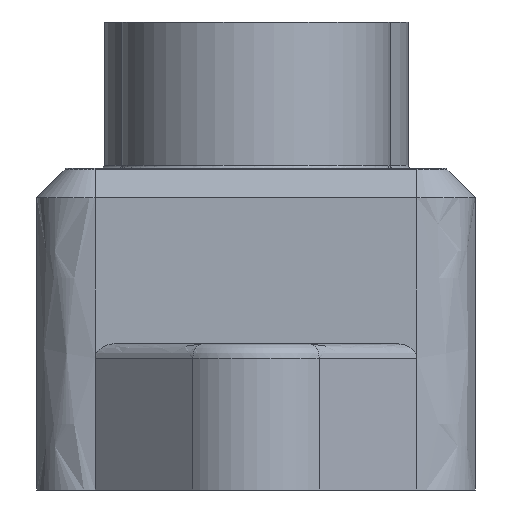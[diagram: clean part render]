
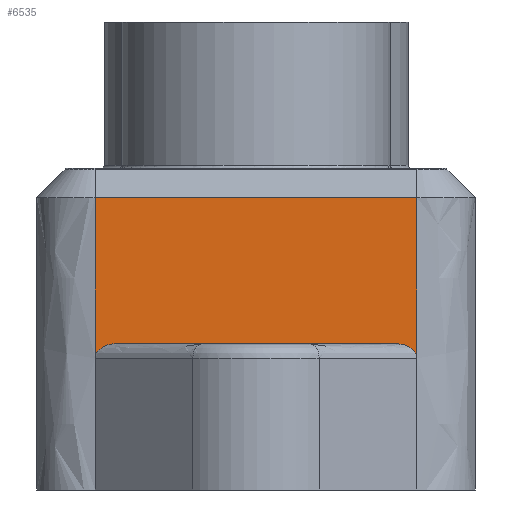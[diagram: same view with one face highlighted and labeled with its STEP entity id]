
A CAD part, left-side view. The second image highlights one B-rep face of the part: STEP entity #6535.
In plain terms, the highlighted free-form (B-spline) face has degree [1, 1] with [2, 2] control points.
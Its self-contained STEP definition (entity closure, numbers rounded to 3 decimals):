
#6535 = ADVANCED_FACE('',(#6536),#6582,.F.);
#6536 = FACE_BOUND('',#6537,.T.);
#6537 = EDGE_LOOP('',(#6538,#6547,#6554,#6561,#6569,#6576));
#6538 = ORIENTED_EDGE('',*,*,#6539,.F.);
#6539 = EDGE_CURVE('',#6540,#6542,#6544,.T.);
#6540 = VERTEX_POINT('',#6541);
#6541 = CARTESIAN_POINT('',(-16.182,-5.394,
    9.807));
#6542 = VERTEX_POINT('',#6543);
#6543 = CARTESIAN_POINT('',(-16.182,-5.394,
    4.413));
#6544 = B_SPLINE_CURVE_WITH_KNOTS('',1,(#6545,#6546),.UNSPECIFIED.,.F.,
  .F.,(2,2),(0.,5.5),.PIECEWISE_BEZIER_KNOTS.);
#6545 = CARTESIAN_POINT('',(-16.182,-5.394,
    9.807));
#6546 = CARTESIAN_POINT('',(-16.182,-5.394,
    4.413));
#6547 = ORIENTED_EDGE('',*,*,#6548,.T.);
#6548 = EDGE_CURVE('',#6540,#6549,#6551,.T.);
#6549 = VERTEX_POINT('',#6550);
#6550 = CARTESIAN_POINT('',(-16.182,5.394,
    9.807));
#6551 = B_SPLINE_CURVE_WITH_KNOTS('',1,(#6552,#6553),.UNSPECIFIED.,.F.,
  .F.,(2,2),(0.,11.),.PIECEWISE_BEZIER_KNOTS.);
#6552 = CARTESIAN_POINT('',(-16.182,-5.394,
    9.807));
#6553 = CARTESIAN_POINT('',(-16.182,5.394,
    9.807));
#6554 = ORIENTED_EDGE('',*,*,#6555,.T.);
#6555 = EDGE_CURVE('',#6549,#6556,#6558,.T.);
#6556 = VERTEX_POINT('',#6557);
#6557 = CARTESIAN_POINT('',(-16.182,5.394,4.413
    ));
#6558 = B_SPLINE_CURVE_WITH_KNOTS('',1,(#6559,#6560),.UNSPECIFIED.,.F.,
  .F.,(2,2),(0.,5.5),.PIECEWISE_BEZIER_KNOTS.);
#6559 = CARTESIAN_POINT('',(-16.182,5.394,
    9.807));
#6560 = CARTESIAN_POINT('',(-16.182,5.394,4.413
    ));
#6561 = ORIENTED_EDGE('',*,*,#6562,.T.);
#6562 = EDGE_CURVE('',#6556,#6563,#6565,.T.);
#6563 = VERTEX_POINT('',#6564);
#6564 = CARTESIAN_POINT('',(-16.182,4.713,
    4.904));
#6565 = ( BOUNDED_CURVE() B_SPLINE_CURVE(2,(#6566,#6567,#6568),
.UNSPECIFIED.,.F.,.F.) B_SPLINE_CURVE_WITH_KNOTS((3,3),(3.142,
4.712),.PIECEWISE_BEZIER_KNOTS.) CURVE() 
GEOMETRIC_REPRESENTATION_ITEM() RATIONAL_B_SPLINE_CURVE((1.,
0.707,1.)) REPRESENTATION_ITEM('') );
#6566 = CARTESIAN_POINT('',(-16.182,5.394,4.413
    ));
#6567 = CARTESIAN_POINT('',(-16.182,5.394,
    4.904));
#6568 = CARTESIAN_POINT('',(-16.182,4.713,
    4.904));
#6569 = ORIENTED_EDGE('',*,*,#6570,.T.);
#6570 = EDGE_CURVE('',#6563,#6571,#6573,.T.);
#6571 = VERTEX_POINT('',#6572);
#6572 = CARTESIAN_POINT('',(-16.182,-4.713,
    4.904));
#6573 = B_SPLINE_CURVE_WITH_KNOTS('',1,(#6574,#6575),.UNSPECIFIED.,.F.,
  .F.,(2,2),(0.,9.611),.PIECEWISE_BEZIER_KNOTS.);
#6574 = CARTESIAN_POINT('',(-16.182,4.713,
    4.904));
#6575 = CARTESIAN_POINT('',(-16.182,-4.713,
    4.904));
#6576 = ORIENTED_EDGE('',*,*,#6577,.T.);
#6577 = EDGE_CURVE('',#6571,#6542,#6578,.T.);
#6578 = ( BOUNDED_CURVE() B_SPLINE_CURVE(2,(#6579,#6580,#6581),
.UNSPECIFIED.,.F.,.F.) B_SPLINE_CURVE_WITH_KNOTS((3,3),(4.712,
6.283),.PIECEWISE_BEZIER_KNOTS.) CURVE() 
GEOMETRIC_REPRESENTATION_ITEM() RATIONAL_B_SPLINE_CURVE((1.,
0.707,1.)) REPRESENTATION_ITEM('') );
#6579 = CARTESIAN_POINT('',(-16.182,-4.713,
    4.904));
#6580 = CARTESIAN_POINT('',(-16.182,-5.394,
    4.904));
#6581 = CARTESIAN_POINT('',(-16.182,-5.394,
    4.413));
#6582 = B_SPLINE_SURFACE_WITH_KNOTS('',1,1,(
    (#6583,#6584)
    ,(#6585,#6586
    )),.UNSPECIFIED.,.F.,.F.,.F.,(2,2),(2,2),(1.,6.5),(-11.,0.),
  .PIECEWISE_BEZIER_KNOTS.);
#6583 = CARTESIAN_POINT('',(-16.182,-5.394,
    9.807));
#6584 = CARTESIAN_POINT('',(-16.182,5.394,
    9.807));
#6585 = CARTESIAN_POINT('',(-16.182,-5.394,
    4.413));
#6586 = CARTESIAN_POINT('',(-16.182,5.394,4.413
    ));
